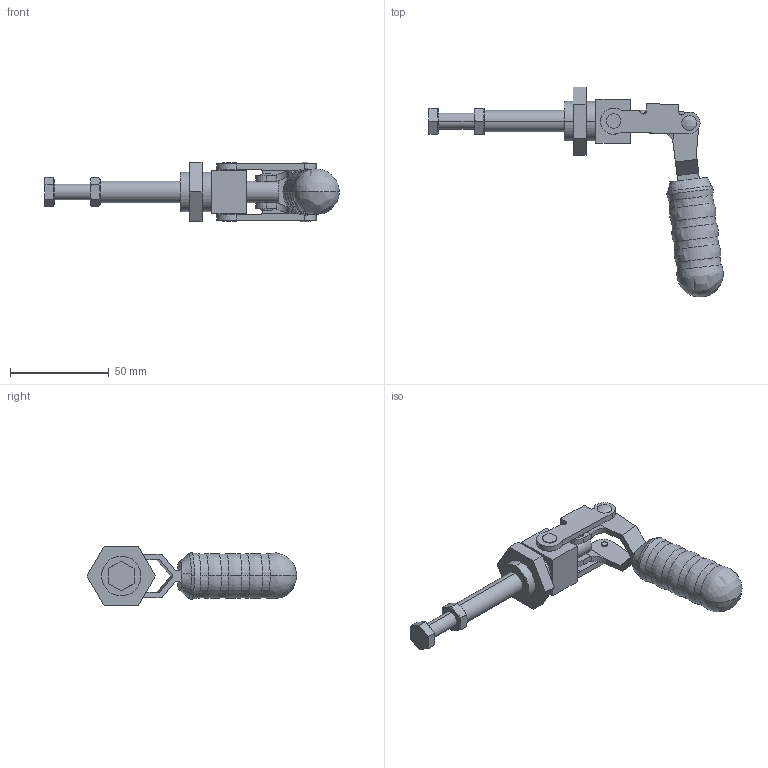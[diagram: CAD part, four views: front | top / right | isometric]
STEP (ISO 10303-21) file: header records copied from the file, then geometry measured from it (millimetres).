
FILE_DESCRIPTION (( 'STEP AP214' ), '1' );
FILE_NAME ('GH-36204M.STEP', '2020-02-24T09:01:32', ( 'LinWei' ), ( '' ), 'SwSTEP 2.0', 'SolidWorks 2016', '' );
FILE_SCHEMA (( 'AUTOMOTIVE_DESIGN' ));
Length unit declared in the file: millimetre
Products named in the file (5): GH-36204M; Group4^493791(GH-36204M); Group3^493791(GH-36204M); Group2^493791(GH-36204M); Group1^493791(GH-36204M)
Assembly tree (4 placements, depth 2):
  GH-36204M
    Group1^493791(GH-36204M)
    Group2^493791(GH-36204M)
    Group3^493791(GH-36204M)
    Group4^493791(GH-36204M)
Bounding box: 149.24 x 106.44 x 30.13 mm (x, y, z)
Volume: 55620.9 mm3; surface area: 22237.1 mm2
Topology: 4 solids, 4 shells, 186 faces, 489 edges, 308 vertices
Faces by surface type: plane 85, cylinder 61, bspline 26, cone 14
Entity records: 9252 total; most frequent: CARTESIAN_POINT 2556, ORIENTED_EDGE 942, DIRECTION 920, EDGE_CURVE 471, AXIS2_PLACEMENT_3D 340, VERTEX_POINT 308, VECTOR 240, LINE 240
